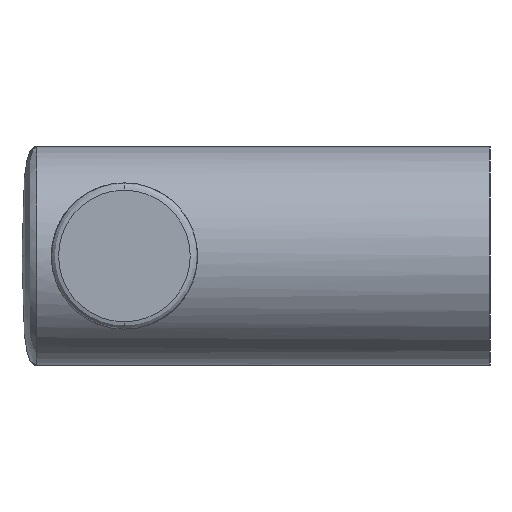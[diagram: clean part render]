
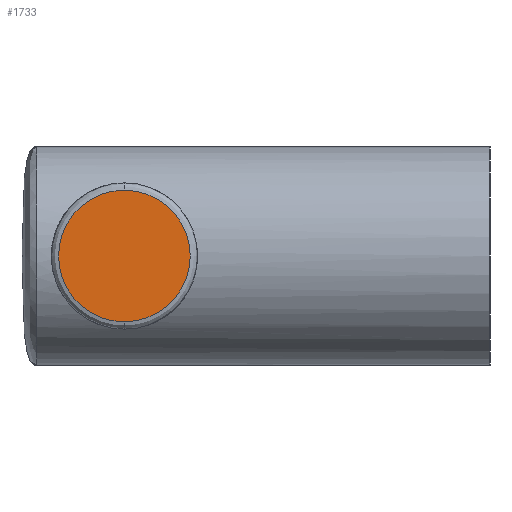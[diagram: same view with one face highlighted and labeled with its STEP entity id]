
A CAD part, left-side view. The second image highlights one B-rep face of the part: STEP entity #1733.
In plain terms, the highlighted planar face has unit normal (-1, 0, 0).
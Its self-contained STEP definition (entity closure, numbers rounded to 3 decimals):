
#37 = DIRECTION ( 'NONE',  ( 1., 0., 0. ) ) ;
#266 = CARTESIAN_POINT ( 'NONE',  ( -562., 25., 0. ) ) ;
#374 = VERTEX_POINT ( 'NONE', #869 ) ;
#393 = PLANE ( 'NONE',  #2246 ) ;
#470 = EDGE_CURVE ( 'NONE', #374, #680, #1994, .T. ) ;
#680 = VERTEX_POINT ( 'NONE', #1956 ) ;
#688 = AXIS2_PLACEMENT_3D ( 'NONE', #266, #1271, #2066 ) ;
#784 = AXIS2_PLACEMENT_3D ( 'NONE', #1285, #1106, #878 ) ;
#852 = DIRECTION ( 'NONE',  ( 0., 0., -1. ) ) ;
#869 = CARTESIAN_POINT ( 'NONE',  ( -562., 25., -4.5 ) ) ;
#878 = DIRECTION ( 'NONE',  ( 0., 0., -1. ) ) ;
#993 = CARTESIAN_POINT ( 'NONE',  ( -562., 25., 0. ) ) ;
#1106 = DIRECTION ( 'NONE',  ( -1., 0., 0. ) ) ;
#1153 = EDGE_CURVE ( 'NONE', #680, #374, #2103, .T. ) ;
#1271 = DIRECTION ( 'NONE',  ( -1., 0., 0. ) ) ;
#1285 = CARTESIAN_POINT ( 'NONE',  ( -562., 25., 0. ) ) ;
#1291 = EDGE_LOOP ( 'NONE', ( #1373, #1800 ) ) ;
#1373 = ORIENTED_EDGE ( 'NONE', *, *, #470, .T. ) ;
#1733 = ADVANCED_FACE ( 'NONE', ( #2240 ), #393, .F. ) ;
#1800 = ORIENTED_EDGE ( 'NONE', *, *, #1153, .T. ) ;
#1956 = CARTESIAN_POINT ( 'NONE',  ( -562., 25., 4.5 ) ) ;
#1994 = CIRCLE ( 'NONE', #784, 4.5 ) ;
#2066 = DIRECTION ( 'NONE',  ( 0., 0., -1. ) ) ;
#2103 = CIRCLE ( 'NONE', #688, 4.5 ) ;
#2240 = FACE_OUTER_BOUND ( 'NONE', #1291, .T. ) ;
#2246 = AXIS2_PLACEMENT_3D ( 'NONE', #993, #37, #852 ) ;
